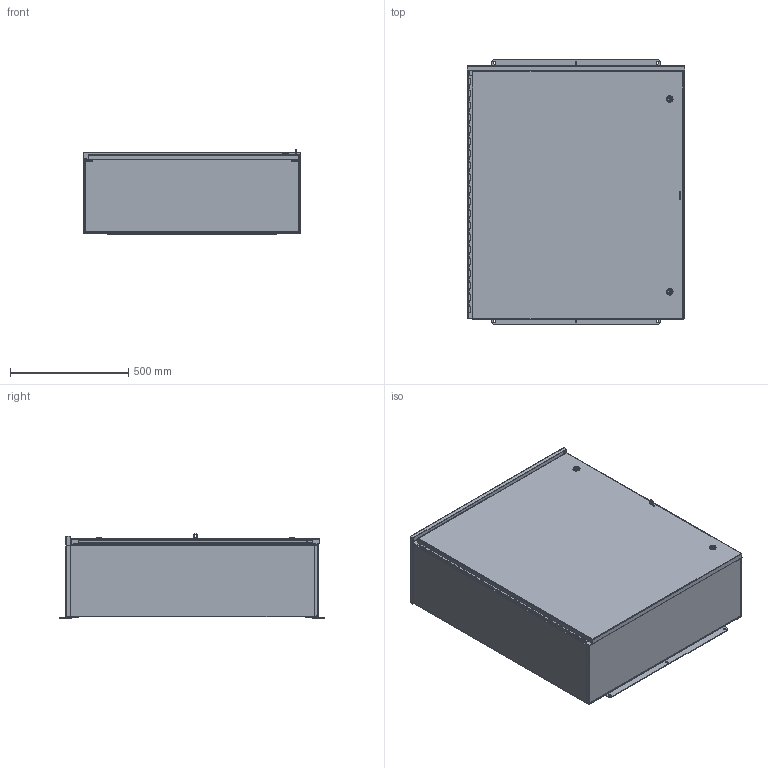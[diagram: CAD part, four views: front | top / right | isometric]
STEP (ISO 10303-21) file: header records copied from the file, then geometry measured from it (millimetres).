
FILE_DESCRIPTION(/* description */ ('RHC, BLR, MEDIUM, CS, 42X36X12'),/* implementation_level */ '2;1');
FILE_NAME(/* name */ 'RHC423612.stp',/* time_stamp */ '2017-02-20T19:53:06+05:00',/* author */ ('bjayachandran'),/* organization */ (''),/* preprocessor_version */ 'ST-DEVELOPER v16.1',/* originating_system */ 'Autodesk Inventor 2016',/* authorisation */ '');
FILE_SCHEMA (('AUTOMOTIVE_DESIGN { 1 0 10303 214 3 1 1 }'));
Length unit declared in the file: inch
Products named in the file (25): RHC423612BLR; RHC36TOP; RHC3612BTM; RHC4236LID; RHC3612CAP; 328108T; 328108L; 328108P-1; 328108; 34887; 3889; HFW384001; HFW369107; 1000-101-GPF_GPD; 1000-02; 1000-u45_asm; 1000-318; 1000-03; 1000-277-01; 1000-u142_asm; 1000-23; 1000-14_prt; HFW351146; HFW351146_1; RHC-assm
Assembly tree (36 placements, depth 4):
  RHC-assm
    RHC423612BLR
    RHC36TOP
    RHC3612BTM
    RHC4236LID
    RHC3612CAP
    328108
      328108T
      328108L
      328108P-1
    34887  x2
    3889  x8
    HFW384001
    HFW369107
    HFW351146
      1000-u45_asm
        1000-101-GPF_GPD
        1000-02
      1000-u142_asm
        1000-318
        1000-03
        1000-277-01
      1000-23
      1000-14_prt
    HFW351146_1
      1000-u45_asm
        1000-101-GPF_GPD
        1000-02
      1000-u142_asm
        1000-318
        1000-03
        1000-277-01
      1000-23
      1000-14_prt
Bounding box: 919.75 x 1117.6 x 355.9 mm (x, y, z)
Volume: 7039576.4 mm3; surface area: 7397404.9 mm2
Topology: 34 solids, 34 shells, 1556 faces, 3864 edges, 2426 vertices
Faces by surface type: plane 899, cylinder 503, bspline 75, cone 35, torus 35, sphere 9
Full cylindrical faces by diameter (mm): 2.921 x2, 3.048 x13, 3.175 x1, 4.762 x1, 5 x2, 5.029 x1, 5.105 x1, 6 x2, 8.382 x16, 9.9 x2, 10 x2, 10.2 x2, 11.05 x2, 11.112 x1, 12.8 x2, 13.5 x2, 15.2 x2, 15.8 x2, 15.875 x8, 16.1 x2, 19.8 x2, 23 x2, 27 x2, 28 x2
Entity records: 36762 total; most frequent: CARTESIAN_POINT 9038, DIRECTION 5488, ORIENTED_EDGE 5380, EDGE_CURVE 2690, LINE 1838, VECTOR 1838, AXIS2_PLACEMENT_3D 1825, VERTEX_POINT 1718
